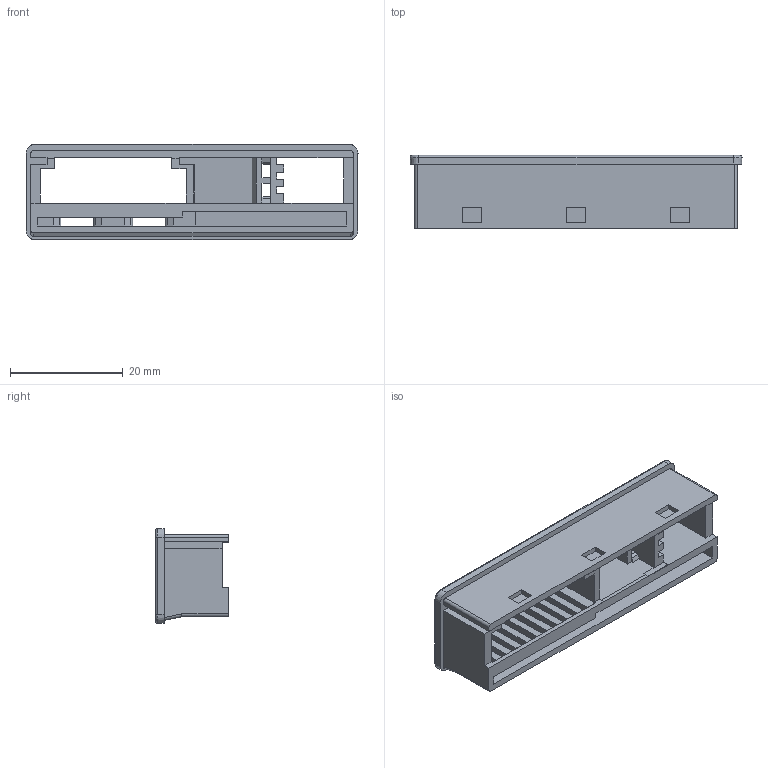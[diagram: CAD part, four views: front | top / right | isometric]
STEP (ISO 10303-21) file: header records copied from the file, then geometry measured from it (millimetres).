
FILE_DESCRIPTION(/* description */ (''),/* implementation_level */ '2;1');
FILE_NAME(/* name */ '276-2194-MOTOR_LOCK_BUCKET.ipt.step',/* time_stamp */ '2020-04-16T23:10:04-04:00',/* author */ ('Jordan'),/* organization */ (''),/* preprocessor_version */ 'ST-DEVELOPER v17',/* originating_system */ 'Autodesk Inventor 2019',/* authorisation */ '');
FILE_SCHEMA (('AUTOMOTIVE_DESIGN { 1 0 10303 214 3 1 1 }'));
Length unit declared in the file: inch
Products named in the file (1): 276-2194-MOTOR_LOCK_BUCKET
Bounding box: 58.8 x 12.93 x 16.86 mm (x, y, z)
Volume: 4208.7 mm3; surface area: 6946.3 mm2
Topology: 1 solids, 1 shells, 240 faces, 687 edges, 451 vertices
Faces by surface type: plane 212, cylinder 16, torus 8, cone 4
Entity records: 7769 total; most frequent: CARTESIAN_POINT 1394, ORIENTED_EDGE 1374, DIRECTION 1220, EDGE_CURVE 687, LINE 626, VECTOR 626, VERTEX_POINT 451, AXIS2_PLACEMENT_3D 297
